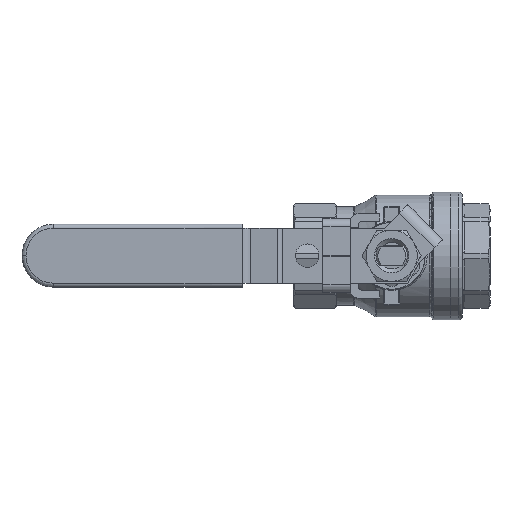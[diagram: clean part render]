
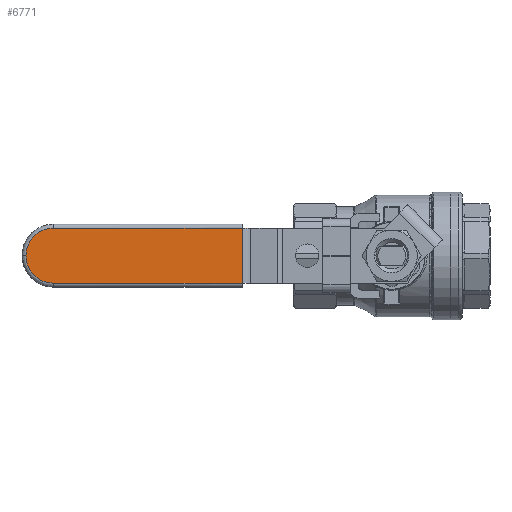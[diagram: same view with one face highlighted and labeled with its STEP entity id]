
A CAD part, top view. The second image highlights one B-rep face of the part: STEP entity #6771.
In plain terms, the highlighted face is planar.
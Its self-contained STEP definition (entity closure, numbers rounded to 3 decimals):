
#222=PLANE('',#7380);
#664=LINE('',#11000,#984);
#669=LINE('',#11035,#989);
#670=LINE('',#11037,#990);
#984=VECTOR('',#8663,1000.);
#989=VECTOR('',#8674,1000.);
#990=VECTOR('',#8675,1000.);
#2198=ORIENTED_EDGE('',*,*,#3155,.F.);
#2199=ORIENTED_EDGE('',*,*,#3156,.F.);
#2200=ORIENTED_EDGE('',*,*,#3157,.F.);
#2201=ORIENTED_EDGE('',*,*,#3132,.F.);
#2202=ORIENTED_EDGE('',*,*,#3149,.T.);
#3132=EDGE_CURVE('',#3697,#3698,#4057,.T.);
#3149=EDGE_CURVE('',#3697,#3709,#664,.T.);
#3155=EDGE_CURVE('',#3712,#3709,#669,.T.);
#3156=EDGE_CURVE('',#3713,#3712,#670,.T.);
#3157=EDGE_CURVE('',#3698,#3713,#4066,.T.);
#3697=VERTEX_POINT('',#10957);
#3698=VERTEX_POINT('',#10959);
#3709=VERTEX_POINT('',#10999);
#3712=VERTEX_POINT('',#11036);
#3713=VERTEX_POINT('',#11038);
#4057=CIRCLE('',#7364,7.);
#4066=CIRCLE('',#7381,7.);
#4441=EDGE_LOOP('',(#2198,#2199,#2200,#2201,#2202));
#4856=FACE_BOUND('',#4441,.T.);
#6771=ADVANCED_FACE('',(#4856),#222,.T.);
#7364=AXIS2_PLACEMENT_3D('',#10958,#8629,#8630);
#7380=AXIS2_PLACEMENT_3D('',#11034,#8672,#8673);
#7381=AXIS2_PLACEMENT_3D('',#11039,#8676,#8677);
#8629=DIRECTION('',(0.,-1.,0.));
#8630=DIRECTION('',(0.,0.,-1.));
#8663=DIRECTION('',(-1.,0.,0.));
#8672=DIRECTION('',(0.,1.,0.));
#8673=DIRECTION('',(1.,0.,0.));
#8674=DIRECTION('',(0.,0.,-1.));
#8675=DIRECTION('',(-1.,0.,0.));
#8676=DIRECTION('',(0.,-1.,0.));
#8677=DIRECTION('',(1.,0.,0.));
#10957=CARTESIAN_POINT('',(79.5,44.5,-21.));
#10958=CARTESIAN_POINT('',(79.5,44.5,-14.));
#10959=CARTESIAN_POINT('',(86.5,44.5,-14.));
#10999=CARTESIAN_POINT('',(31.5,44.5,-21.));
#11000=CARTESIAN_POINT('',(50.944,44.5,-21.));
#11034=CARTESIAN_POINT('',(21.659,44.5,-14.));
#11035=CARTESIAN_POINT('',(31.5,44.5,-14.));
#11036=CARTESIAN_POINT('',(31.5,44.5,-7.));
#11037=CARTESIAN_POINT('',(50.943,44.5,-7.));
#11038=CARTESIAN_POINT('',(79.5,44.5,-7.));
#11039=CARTESIAN_POINT('',(79.5,44.5,-14.));
